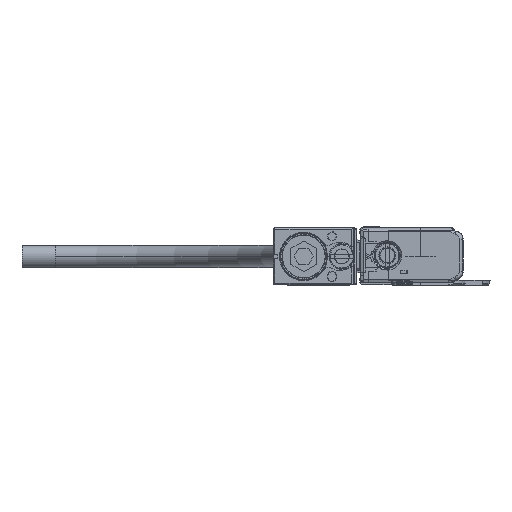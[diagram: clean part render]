
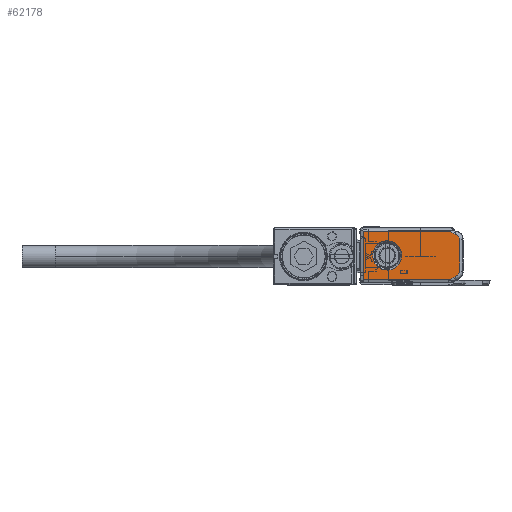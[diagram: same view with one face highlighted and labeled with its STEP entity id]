
A CAD part, left-side view. The second image highlights one B-rep face of the part: STEP entity #62178.
In plain terms, the highlighted planar face has unit normal (-1, 0, 0).
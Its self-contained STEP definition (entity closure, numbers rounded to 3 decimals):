
#62086=AXIS2_PLACEMENT_3D('Plane Axis2P3D',#62083,#62084,#62085) ;
#62110=AXIS2_PLACEMENT_3D('Circle Axis2P3D',#62108,#62109,$) ;
#62124=AXIS2_PLACEMENT_3D('Circle Axis2P3D',#62122,#62123,$) ;
#62154=AXIS2_PLACEMENT_3D('Circle Axis2P3D',#62152,#62153,$) ;
#62163=AXIS2_PLACEMENT_3D('Circle Axis2P3D',#62161,#62162,$) ;
#62170=AXIS2_PLACEMENT_3D('Circle Axis2P3D',#62168,#62169,$) ;
#59400=CARTESIAN_POINT('Vertex',(-1276.,30.2,0.2)) ;
#59409=CARTESIAN_POINT('Vertex',(-1276.,3.814,0.2)) ;
#59412=CARTESIAN_POINT('Line Origine',(-1276.,15.7,0.2)) ;
#59591=CARTESIAN_POINT('Vertex',(-1276.,30.2,14.8)) ;
#59594=CARTESIAN_POINT('Line Origine',(-1276.,30.2,7.5)) ;
#59689=CARTESIAN_POINT('Vertex',(-1276.,3.814,14.8)) ;
#59692=CARTESIAN_POINT('Line Origine',(-1276.,15.7,14.8)) ;
#59753=CARTESIAN_POINT('Line Origine',(-1276.,1.067,12.053)) ;
#59757=CARTESIAN_POINT('Vertex',(-1276.,3.119,14.104)) ;
#62083=CARTESIAN_POINT('Axis2P3D Location',(-1276.,0.2,7.5)) ;
#62088=CARTESIAN_POINT('Line Origine',(-1276.,3.466,0.548)) ;
#62092=CARTESIAN_POINT('Vertex',(-1276.,3.119,0.896)) ;
#62096=CARTESIAN_POINT('Control Point',(-1276.,3.119,0.896)) ;
#62097=CARTESIAN_POINT('Control Point',(-1276.,3.044,0.97)) ;
#62098=CARTESIAN_POINT('Control Point',(-1276.,2.961,1.035)) ;
#62099=CARTESIAN_POINT('Control Point',(-1276.,2.87,1.089)) ;
#62100=CARTESIAN_POINT('Control Point',(-1276.,2.748,1.142)) ;
#62101=CARTESIAN_POINT('Control Point',(-1276.,2.621,1.175)) ;
#62102=CARTESIAN_POINT('Control Point',(-1276.,2.596,1.18)) ;
#62103=CARTESIAN_POINT('Control Point',(-1276.,2.57,1.185)) ;
#62104=CARTESIAN_POINT('Control Point',(-1276.,2.544,1.19)) ;
#62105=CARTESIAN_POINT('Vertex',(-1276.,2.544,1.19)) ;
#62108=CARTESIAN_POINT('Axis2P3D Location',(-1276.,2.8,2.769)) ;
#62112=CARTESIAN_POINT('Vertex',(-1276.,1.2,2.769)) ;
#62115=CARTESIAN_POINT('Line Origine',(-1276.,1.2,7.5)) ;
#62119=CARTESIAN_POINT('Vertex',(-1276.,1.2,12.231)) ;
#62122=CARTESIAN_POINT('Axis2P3D Location',(-1276.,2.8,12.231)) ;
#62126=CARTESIAN_POINT('Vertex',(-1276.,2.544,13.81)) ;
#62130=CARTESIAN_POINT('Control Point',(-1276.,2.544,13.81)) ;
#62131=CARTESIAN_POINT('Control Point',(-1276.,2.648,13.827)) ;
#62132=CARTESIAN_POINT('Control Point',(-1276.,2.749,13.857)) ;
#62133=CARTESIAN_POINT('Control Point',(-1276.,2.846,13.899)) ;
#62134=CARTESIAN_POINT('Control Point',(-1276.,2.96,13.967)) ;
#62135=CARTESIAN_POINT('Control Point',(-1276.,3.061,14.05)) ;
#62136=CARTESIAN_POINT('Control Point',(-1276.,3.081,14.068)) ;
#62137=CARTESIAN_POINT('Control Point',(-1276.,3.1,14.086)) ;
#62138=CARTESIAN_POINT('Control Point',(-1276.,3.119,14.104)) ;
#62152=CARTESIAN_POINT('Axis2P3D Location',(-1276.,23.,7.5)) ;
#62156=CARTESIAN_POINT('Vertex',(-1276.,23.,11.9)) ;
#62158=CARTESIAN_POINT('Vertex',(-1276.,23.,3.1)) ;
#62161=CARTESIAN_POINT('Axis2P3D Location',(-1276.,23.,7.5)) ;
#62165=CARTESIAN_POINT('Vertex',(-1276.,24.895,11.471)) ;
#62168=CARTESIAN_POINT('Axis2P3D Location',(-1276.,23.,7.5)) ;
#59413=DIRECTION('Vector Direction',(0.,-1.,0.)) ;
#59595=DIRECTION('Vector Direction',(0.,0.,-1.)) ;
#59693=DIRECTION('Vector Direction',(0.,1.,0.)) ;
#59754=DIRECTION('Vector Direction',(0.,0.707,0.707)) ;
#62084=DIRECTION('Axis2P3D Direction',(1.,0.,0.)) ;
#62085=DIRECTION('Axis2P3D XDirection',(0.,0.,1.)) ;
#62089=DIRECTION('Vector Direction',(0.,-0.707,0.707)) ;
#62109=DIRECTION('Axis2P3D Direction',(1.,0.,0.)) ;
#62116=DIRECTION('Vector Direction',(0.,0.,1.)) ;
#62123=DIRECTION('Axis2P3D Direction',(1.,0.,0.)) ;
#62153=DIRECTION('Axis2P3D Direction',(1.,0.,0.)) ;
#62162=DIRECTION('Axis2P3D Direction',(1.,0.,0.)) ;
#62169=DIRECTION('Axis2P3D Direction',(1.,0.,0.)) ;
#59414=VECTOR('Line Direction',#59413,1.) ;
#59596=VECTOR('Line Direction',#59595,1.) ;
#59694=VECTOR('Line Direction',#59693,1.) ;
#59755=VECTOR('Line Direction',#59754,1.) ;
#62090=VECTOR('Line Direction',#62089,1.) ;
#62117=VECTOR('Line Direction',#62116,1.) ;
#62141=ORIENTED_EDGE('',*,*,#59696,.F.) ;
#62142=ORIENTED_EDGE('',*,*,#59598,.F.) ;
#62143=ORIENTED_EDGE('',*,*,#59416,.F.) ;
#62144=ORIENTED_EDGE('',*,*,#62094,.F.) ;
#62145=ORIENTED_EDGE('',*,*,#62107,.F.) ;
#62146=ORIENTED_EDGE('',*,*,#62114,.F.) ;
#62147=ORIENTED_EDGE('',*,*,#62121,.F.) ;
#62148=ORIENTED_EDGE('',*,*,#62128,.F.) ;
#62149=ORIENTED_EDGE('',*,*,#62139,.F.) ;
#62150=ORIENTED_EDGE('',*,*,#59759,.F.) ;
#62174=ORIENTED_EDGE('',*,*,#62160,.T.) ;
#62175=ORIENTED_EDGE('',*,*,#62167,.T.) ;
#62176=ORIENTED_EDGE('',*,*,#62172,.T.) ;
#62177=FACE_BOUND('',#62173,.T.) ;
#62178=ADVANCED_FACE('Brep With Voids',(#62151,#62177),#62087,.F.) ;
#62095=B_SPLINE_CURVE_WITH_KNOTS('',5,(#62096,#62097,#62098,#62099,#62100,#62101,#62102,#62103,#62104),.UNSPECIFIED.,.F.,.U.,(6,3,6),(0.,0.743,0.929),.UNSPECIFIED.) ;
#62129=B_SPLINE_CURVE_WITH_KNOTS('',5,(#62130,#62131,#62132,#62133,#62134,#62135,#62136,#62137,#62138),.UNSPECIFIED.,.F.,.U.,(6,3,6),(0.,0.743,0.929),.UNSPECIFIED.) ;
#62111=CIRCLE('generated circle',#62110,1.6) ;
#62125=CIRCLE('generated circle',#62124,1.6) ;
#62155=CIRCLE('generated circle',#62154,4.4) ;
#62164=CIRCLE('generated circle',#62163,4.4) ;
#62171=CIRCLE('generated circle',#62170,4.4) ;
#59416=EDGE_CURVE('',#59410,#59401,#59415,.F.) ;
#59598=EDGE_CURVE('',#59401,#59592,#59597,.F.) ;
#59696=EDGE_CURVE('',#59592,#59690,#59695,.F.) ;
#59759=EDGE_CURVE('',#59690,#59758,#59756,.F.) ;
#62094=EDGE_CURVE('',#62093,#59410,#62091,.F.) ;
#62107=EDGE_CURVE('',#62106,#62093,#62095,.F.) ;
#62114=EDGE_CURVE('',#62113,#62106,#62111,.T.) ;
#62121=EDGE_CURVE('',#62120,#62113,#62118,.F.) ;
#62128=EDGE_CURVE('',#62127,#62120,#62125,.T.) ;
#62139=EDGE_CURVE('',#59758,#62127,#62129,.F.) ;
#62160=EDGE_CURVE('',#62157,#62159,#62155,.T.) ;
#62167=EDGE_CURVE('',#62159,#62166,#62164,.T.) ;
#62172=EDGE_CURVE('',#62166,#62157,#62171,.T.) ;
#62140=EDGE_LOOP('',(#62141,#62142,#62143,#62144,#62145,#62146,#62147,#62148,#62149,#62150)) ;
#62173=EDGE_LOOP('',(#62174,#62175,#62176)) ;
#62151=FACE_OUTER_BOUND('',#62140,.T.) ;
#59415=LINE('Line',#59412,#59414) ;
#59597=LINE('Line',#59594,#59596) ;
#59695=LINE('Line',#59692,#59694) ;
#59756=LINE('Line',#59753,#59755) ;
#62091=LINE('Line',#62088,#62090) ;
#62118=LINE('Line',#62115,#62117) ;
#62087=PLANE('Plane',#62086) ;
#59401=VERTEX_POINT('',#59400) ;
#59410=VERTEX_POINT('',#59409) ;
#59592=VERTEX_POINT('',#59591) ;
#59690=VERTEX_POINT('',#59689) ;
#59758=VERTEX_POINT('',#59757) ;
#62093=VERTEX_POINT('',#62092) ;
#62106=VERTEX_POINT('',#62105) ;
#62113=VERTEX_POINT('',#62112) ;
#62120=VERTEX_POINT('',#62119) ;
#62127=VERTEX_POINT('',#62126) ;
#62157=VERTEX_POINT('',#62156) ;
#62159=VERTEX_POINT('',#62158) ;
#62166=VERTEX_POINT('',#62165) ;
